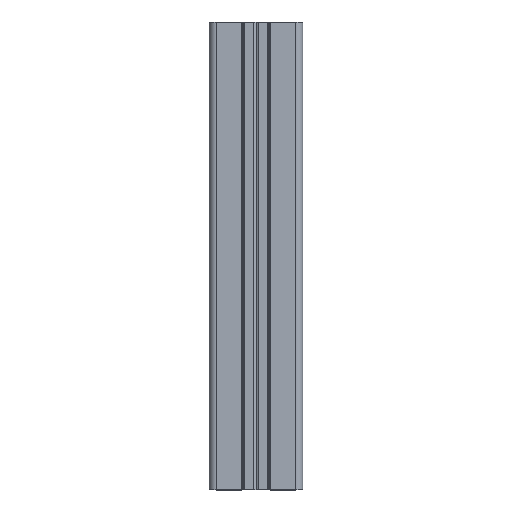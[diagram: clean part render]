
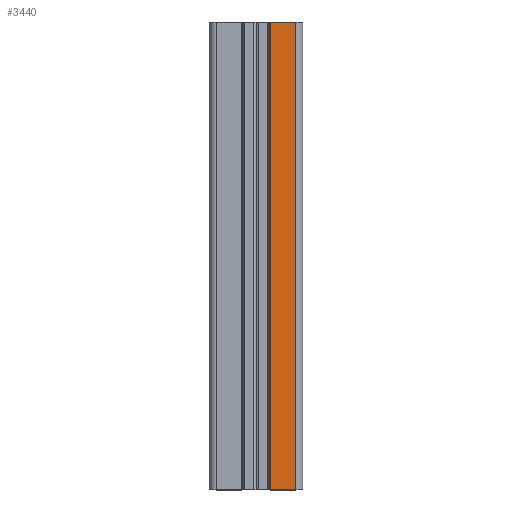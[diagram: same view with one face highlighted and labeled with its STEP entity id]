
A CAD part, top view. The second image highlights one B-rep face of the part: STEP entity #3440.
In plain terms, the highlighted planar face has unit normal (0, 0, 1).
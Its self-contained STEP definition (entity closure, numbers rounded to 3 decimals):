
#244=FACE_OUTER_BOUND('',#418,.T.);
#418=EDGE_LOOP('',(#2475,#2476,#2477,#2478));
#693=LINE('',#5196,#1105);
#694=LINE('',#5200,#1106);
#695=LINE('',#5202,#1107);
#696=LINE('',#5203,#1108);
#1105=VECTOR('',#4191,200.);
#1106=VECTOR('',#4196,10.7);
#1107=VECTOR('',#4197,200.);
#1108=VECTOR('',#4198,10.7);
#1499=VERTEX_POINT('',#5193);
#1500=VERTEX_POINT('',#5195);
#1501=VERTEX_POINT('',#5199);
#1502=VERTEX_POINT('',#5201);
#1900=EDGE_CURVE('',#1500,#1499,#693,.T.);
#1902=EDGE_CURVE('',#1499,#1501,#694,.T.);
#1903=EDGE_CURVE('',#1502,#1501,#695,.T.);
#1904=EDGE_CURVE('',#1500,#1502,#696,.T.);
#2475=ORIENTED_EDGE('',*,*,#1902,.T.);
#2476=ORIENTED_EDGE('',*,*,#1903,.F.);
#2477=ORIENTED_EDGE('',*,*,#1904,.F.);
#2478=ORIENTED_EDGE('',*,*,#1900,.T.);
#3298=PLANE('',#3656);
#3440=ADVANCED_FACE('',(#244),#3298,.T.);
#3656=AXIS2_PLACEMENT_3D('',#5198,#4194,#4195);
#4191=DIRECTION('',(0.,1.,0.));
#4194=DIRECTION('center_axis',(0.,0.,1.));
#4195=DIRECTION('ref_axis',(1.,0.,0.));
#4196=DIRECTION('',(-1.,0.,0.));
#4197=DIRECTION('',(0.,1.,0.));
#4198=DIRECTION('',(-1.,0.,0.));
#5193=CARTESIAN_POINT('',(17.,200.,20.));
#5195=CARTESIAN_POINT('',(17.,0.,20.));
#5196=CARTESIAN_POINT('',(17.,0.,20.));
#5198=CARTESIAN_POINT('Origin',(6.3,0.,20.));
#5199=CARTESIAN_POINT('',(6.3,200.,20.));
#5200=CARTESIAN_POINT('',(3.15,200.,20.));
#5201=CARTESIAN_POINT('',(6.3,0.,20.));
#5202=CARTESIAN_POINT('',(6.3,0.,20.));
#5203=CARTESIAN_POINT('',(3.15,0.,20.));
